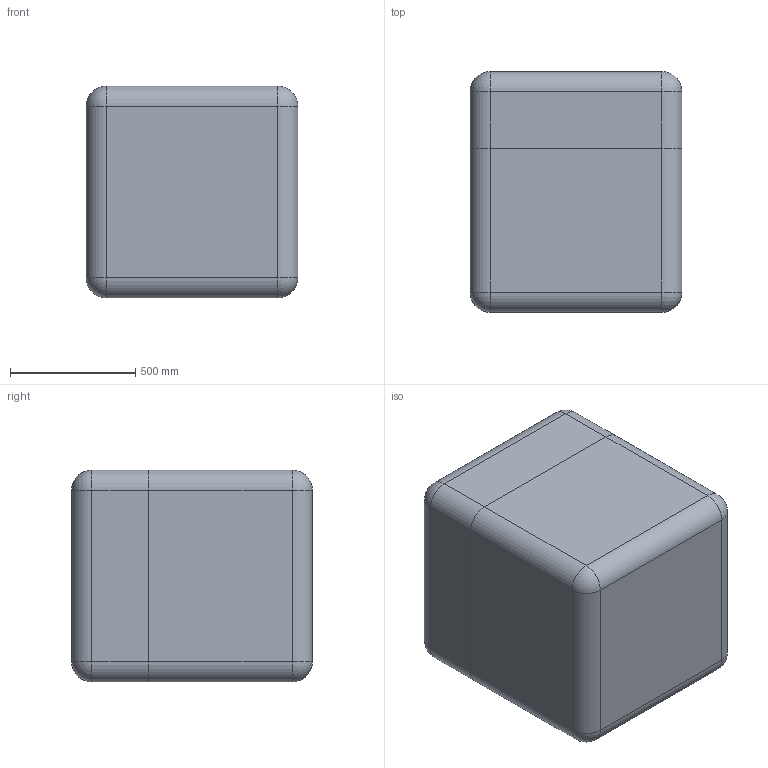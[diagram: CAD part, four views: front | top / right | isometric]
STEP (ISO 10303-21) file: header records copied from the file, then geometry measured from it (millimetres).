
FILE_DESCRIPTION (( 'STEP AP214' ), '1' );
FILE_NAME ('Êîíòåéíåð ÀÄÌÈÐÀË®ÏÐÎÔÅÑÑÈÎÍÀËÜÍÛÅ 142_óïðîùåííàÿ 3D-ìîäåëü.STEP', '2025-08-28T14:16:14', ( '' ), ( '' ), 'SwSTEP 2.0', 'SolidWorks 2021', '' );
FILE_SCHEMA (( 'AUTOMOTIVE_DESIGN' ));
Length unit declared in the file: millimetre
Products named in the file (3): Base 143 óïð; Êîíòåéíåð ÀÄÌÈÐÀË®ÏÐÎÔÅÑÑÈÎÍÀËÜÍÛÅ 142_óïðîùåííàÿ 3D-ìîäåëü; Lid 138 óïð
Assembly tree (2 placements, depth 2):
  Êîíòåéíåð ÀÄÌÈÐÀË®ÏÐÎÔÅÑÑÈÎÍÀËÜÍÛÅ 142_óïðîùåííàÿ 3D-ìîäåëü
    Base 143 óïð
    Lid 138 óïð
Bounding box: 843.82 x 959.16 x 843.83 mm (x, y, z)
Volume: 220757333.8 mm3; surface area: 9304228 mm2
Topology: 2 solids, 2 shells, 1518 faces, 3820 edges, 2250 vertices
Faces by surface type: cylinder 542, plane 364, bspline 320, torus 232, sphere 32, cone 28
Entity records: 55571 total; most frequent: CARTESIAN_POINT 21531, ORIENTED_EDGE 7508, DIRECTION 6850, EDGE_CURVE 3754, AXIS2_PLACEMENT_3D 2696, VERTEX_POINT 2250, EDGE_LOOP 1544, ADVANCED_FACE 1518
